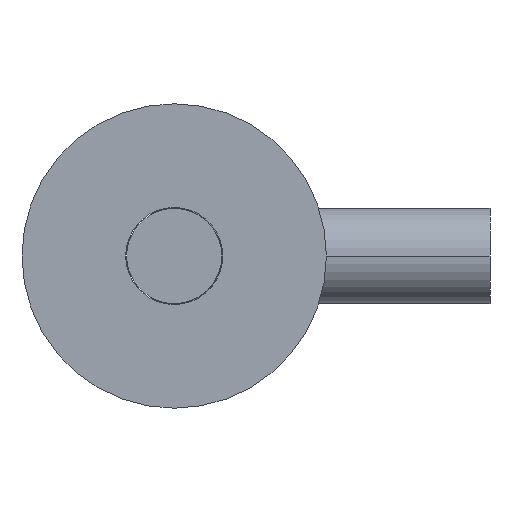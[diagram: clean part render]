
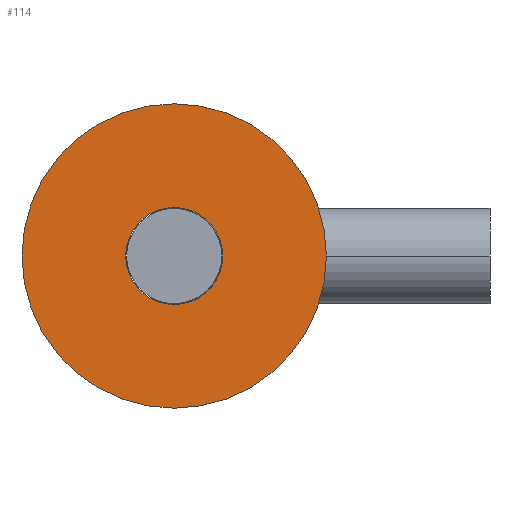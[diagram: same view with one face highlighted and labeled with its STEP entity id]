
A CAD part, left-side view. The second image highlights one B-rep face of the part: STEP entity #114.
In plain terms, the highlighted planar face has unit normal (-1, 0, 0).
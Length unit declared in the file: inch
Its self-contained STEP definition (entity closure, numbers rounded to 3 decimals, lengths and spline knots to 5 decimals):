
#1=CARTESIAN_POINT('',(0.,0.,0.));
#2=DIRECTION('',(1.,0.,0.));
#3=DIRECTION('',(0.,0.,-1.));
#4=AXIS2_PLACEMENT_3D('',#1,#2,#3);
#6=CARTESIAN_POINT('',(0.,0.,0.));
#7=DIRECTION('',(1.,0.,0.));
#8=DIRECTION('',(0.,0.,1.));
#9=AXIS2_PLACEMENT_3D('',#6,#7,#8);
#11=CARTESIAN_POINT('',(0.,0.,0.));
#12=DIRECTION('',(-1.,0.,0.));
#13=DIRECTION('',(0.,0.,-1.));
#14=AXIS2_PLACEMENT_3D('',#11,#12,#13);
#16=CARTESIAN_POINT('',(0.,0.,0.));
#17=DIRECTION('',(-1.,0.,0.));
#18=DIRECTION('',(0.,0.,1.));
#19=AXIS2_PLACEMENT_3D('',#16,#17,#18);
#77=CARTESIAN_POINT('',(0.,0.,-40.));
#78=CARTESIAN_POINT('',(0.,0.,40.));
#79=VERTEX_POINT('',#77);
#80=VERTEX_POINT('',#78);
#81=CARTESIAN_POINT('',(0.,0.,-12.75));
#82=CARTESIAN_POINT('',(0.,0.,12.75));
#83=VERTEX_POINT('',#81);
#84=VERTEX_POINT('',#82);
#97=CARTESIAN_POINT('',(0.,0.,0.));
#98=DIRECTION('',(1.,0.,0.));
#99=DIRECTION('',(0.,0.,-1.));
#100=AXIS2_PLACEMENT_3D('',#97,#98,#99);
#101=PLANE('',#100);
#103=ORIENTED_EDGE('',*,*,#102,.T.);
#105=ORIENTED_EDGE('',*,*,#104,.T.);
#106=EDGE_LOOP('',(#103,#105));
#107=FACE_OUTER_BOUND('',#106,.F.);
#109=ORIENTED_EDGE('',*,*,#108,.T.);
#111=ORIENTED_EDGE('',*,*,#110,.T.);
#112=EDGE_LOOP('',(#109,#111));
#113=FACE_BOUND('',#112,.F.);
#114=ADVANCED_FACE('',(#107,#113),#101,.F.);
#5=CIRCLE('',#4,40.);
#10=CIRCLE('',#9,40.);
#15=CIRCLE('',#14,12.75);
#20=CIRCLE('',#19,12.75);
#102=EDGE_CURVE('',#79,#80,#5,.T.);
#104=EDGE_CURVE('',#80,#79,#10,.T.);
#108=EDGE_CURVE('',#83,#84,#15,.T.);
#110=EDGE_CURVE('',#84,#83,#20,.T.);
